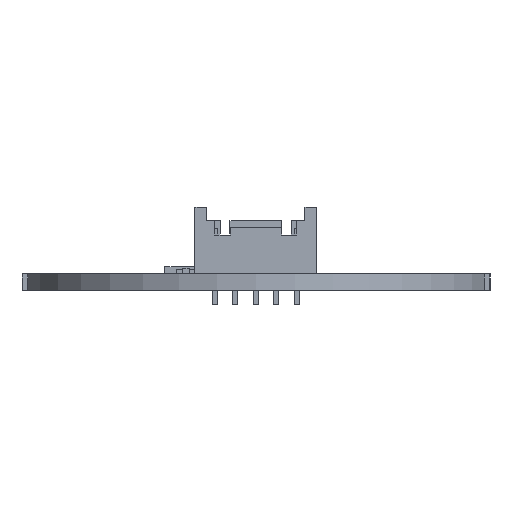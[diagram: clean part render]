
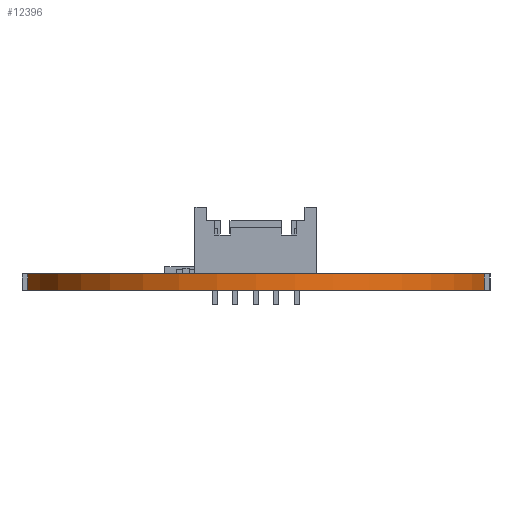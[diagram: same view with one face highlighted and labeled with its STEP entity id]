
A CAD part, front view. The second image highlights one B-rep face of the part: STEP entity #12396.
In plain terms, the highlighted cylindrical face has radius 22.85 mm (diameter 45.7 mm), a partial arc.
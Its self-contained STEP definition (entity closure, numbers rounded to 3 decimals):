
#580 = DIRECTION ( 'NONE',  ( -1., 0., 0. ) ) ;
#763 = ORIENTED_EDGE ( 'NONE', *, *, #14068, .T. ) ;
#948 = CARTESIAN_POINT ( 'NONE',  ( 45.146, -14.112, -1.6 ) ) ;
#1008 = CARTESIAN_POINT ( 'NONE',  ( 0.554, -14.112, -1.6 ) ) ;
#1312 = VECTOR ( 'NONE', #3368, 1000. ) ;
#1702 = CIRCLE ( 'NONE', #4402, 22.85 ) ;
#2018 = LINE ( 'NONE', #1008, #1312 ) ;
#3368 = DIRECTION ( 'NONE',  ( 0., 0., -1. ) ) ;
#3683 = VERTEX_POINT ( 'NONE', #12124 ) ;
#4402 = AXIS2_PLACEMENT_3D ( 'NONE', #13397, #29297, #15672 ) ;
#4970 = AXIS2_PLACEMENT_3D ( 'NONE', #21862, #8261, #24130 ) ;
#8261 = DIRECTION ( 'NONE',  ( 0., 0., -1. ) ) ;
#8630 = LINE ( 'NONE', #948, #19994 ) ;
#9660 = VERTEX_POINT ( 'NONE', #19155 ) ;
#10797 = EDGE_CURVE ( 'NONE', #24962, #3683, #16270, .T. ) ;
#10964 = EDGE_CURVE ( 'NONE', #9660, #28232, #1702, .T. ) ;
#11236 = EDGE_CURVE ( 'NONE', #3683, #9660, #2018, .T. ) ;
#11364 = ORIENTED_EDGE ( 'NONE', *, *, #10797, .T. ) ;
#11828 = CYLINDRICAL_SURFACE ( 'NONE', #22214, 22.85 ) ;
#12124 = CARTESIAN_POINT ( 'NONE',  ( 0.554, -14.112, 0. ) ) ;
#12396 = ADVANCED_FACE ( 'NONE', ( #20733 ), #11828, .T. ) ;
#13397 = CARTESIAN_POINT ( 'NONE',  ( 22.85, -9.112, -1.6 ) ) ;
#13922 = EDGE_LOOP ( 'NONE', ( #27211, #14840, #763, #11364 ) ) ;
#13945 = CARTESIAN_POINT ( 'NONE',  ( 45.146, -14.112, -1.6 ) ) ;
#14068 = EDGE_CURVE ( 'NONE', #28232, #24962, #8630, .T. ) ;
#14159 = CARTESIAN_POINT ( 'NONE',  ( 22.85, -9.112, -1.6 ) ) ;
#14840 = ORIENTED_EDGE ( 'NONE', *, *, #10964, .T. ) ;
#15672 = DIRECTION ( 'NONE',  ( -1., 0., 0. ) ) ;
#16270 = CIRCLE ( 'NONE', #4970, 22.85 ) ;
#16347 = DIRECTION ( 'NONE',  ( 0., 0., -1. ) ) ;
#19155 = CARTESIAN_POINT ( 'NONE',  ( 0.554, -14.112, -1.6 ) ) ;
#19994 = VECTOR ( 'NONE', #27615, 1000. ) ;
#20733 = FACE_OUTER_BOUND ( 'NONE', #13922, .T. ) ;
#21862 = CARTESIAN_POINT ( 'NONE',  ( 22.85, -9.112, 0. ) ) ;
#22214 = AXIS2_PLACEMENT_3D ( 'NONE', #14159, #16347, #580 ) ;
#24130 = DIRECTION ( 'NONE',  ( -1., 0., 0. ) ) ;
#24962 = VERTEX_POINT ( 'NONE', #26186 ) ;
#26186 = CARTESIAN_POINT ( 'NONE',  ( 45.146, -14.112, 0. ) ) ;
#27211 = ORIENTED_EDGE ( 'NONE', *, *, #11236, .T. ) ;
#27615 = DIRECTION ( 'NONE',  ( 0., 0., 1. ) ) ;
#28232 = VERTEX_POINT ( 'NONE', #13945 ) ;
#29297 = DIRECTION ( 'NONE',  ( 0., 0., 1. ) ) ;
